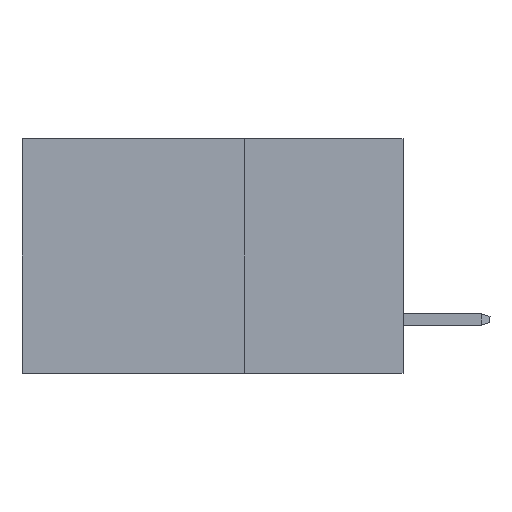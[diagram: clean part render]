
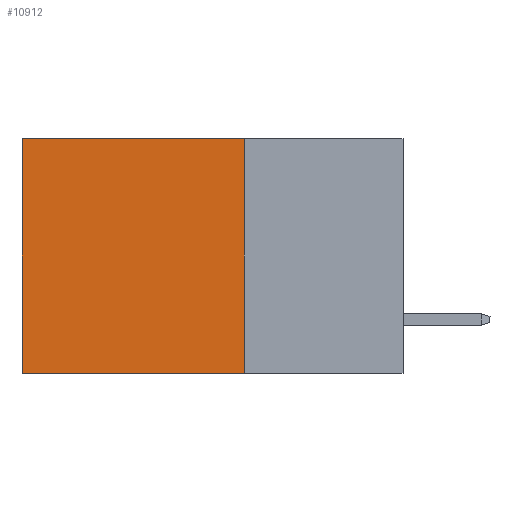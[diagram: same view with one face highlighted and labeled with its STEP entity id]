
A CAD part, left-side view. The second image highlights one B-rep face of the part: STEP entity #10912.
In plain terms, the highlighted planar face has unit normal (-1, 0, 0).
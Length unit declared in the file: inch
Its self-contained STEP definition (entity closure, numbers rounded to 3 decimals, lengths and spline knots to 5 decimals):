
#28 = EDGE_CURVE ( 'NONE', #8019, #8163, #5044, .T. ) ;
#256 = VECTOR ( 'NONE', #9304, 39.37008 ) ;
#544 = LINE ( 'NONE', #10914, #9917 ) ;
#757 = DIRECTION ( 'NONE',  ( 1., 0., 0. ) ) ;
#1247 = EDGE_CURVE ( 'NONE', #3706, #8163, #544, .T. ) ;
#1744 = CARTESIAN_POINT ( 'NONE',  ( 0.2875, 0.25, 0. ) ) ;
#2126 = LINE ( 'NONE', #3739, #3693 ) ;
#2909 = VECTOR ( 'NONE', #8629, 39.37008 ) ;
#3259 = ORIENTED_EDGE ( 'NONE', *, *, #28, .T. ) ;
#3693 = VECTOR ( 'NONE', #10778, 39.37008 ) ;
#3706 = VERTEX_POINT ( 'NONE', #6535 ) ;
#3739 = CARTESIAN_POINT ( 'NONE',  ( 0.2875, 0.25, 0. ) ) ;
#3868 = EDGE_CURVE ( 'NONE', #7918, #8019, #10399, .T. ) ;
#3871 = ORIENTED_EDGE ( 'NONE', *, *, #1247, .F. ) ;
#4158 = ORIENTED_EDGE ( 'NONE', *, *, #9707, .F. ) ;
#4249 = DIRECTION ( 'NONE',  ( 0., 0., -1. ) ) ;
#5044 = LINE ( 'NONE', #8494, #256 ) ;
#5098 = CARTESIAN_POINT ( 'NONE',  ( 0.2875, 0.25, 0. ) ) ;
#5997 = FACE_OUTER_BOUND ( 'NONE', #7357, .T. ) ;
#6296 = CARTESIAN_POINT ( 'NONE',  ( 0.2875, 0.25, 0. ) ) ;
#6535 = CARTESIAN_POINT ( 'NONE',  ( 0.2875, 0.25, -0.37 ) ) ;
#7201 = CARTESIAN_POINT ( 'NONE',  ( 0.2875, 0.6, 0. ) ) ;
#7357 = EDGE_LOOP ( 'NONE', ( #3259, #3871, #4158, #10449 ) ) ;
#7918 = VERTEX_POINT ( 'NONE', #6296 ) ;
#8019 = VERTEX_POINT ( 'NONE', #7201 ) ;
#8163 = VERTEX_POINT ( 'NONE', #10200 ) ;
#8494 = CARTESIAN_POINT ( 'NONE',  ( 0.2875, 0.6, 0. ) ) ;
#8590 = AXIS2_PLACEMENT_3D ( 'NONE', #5098, #757, #4249 ) ;
#8629 = DIRECTION ( 'NONE',  ( 0., 1., 0. ) ) ;
#9304 = DIRECTION ( 'NONE',  ( 0., 0., -1. ) ) ;
#9707 = EDGE_CURVE ( 'NONE', #7918, #3706, #2126, .T. ) ;
#9917 = VECTOR ( 'NONE', #10122, 39.37008 ) ;
#10122 = DIRECTION ( 'NONE',  ( 0., 1., 0. ) ) ;
#10200 = CARTESIAN_POINT ( 'NONE',  ( 0.2875, 0.6, -0.37 ) ) ;
#10399 = LINE ( 'NONE', #1744, #2909 ) ;
#10449 = ORIENTED_EDGE ( 'NONE', *, *, #3868, .T. ) ;
#10778 = DIRECTION ( 'NONE',  ( 0., 0., -1. ) ) ;
#10912 = ADVANCED_FACE ( 'NONE', ( #5997 ), #11194, .F. ) ;
#10914 = CARTESIAN_POINT ( 'NONE',  ( 0.2875, 0.25, -0.37 ) ) ;
#11194 = PLANE ( 'NONE',  #8590 ) ;
